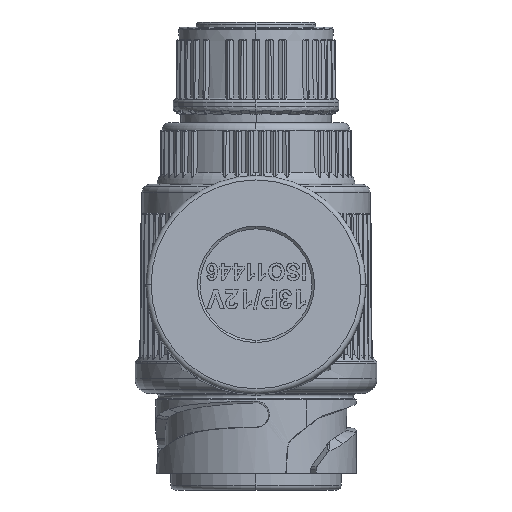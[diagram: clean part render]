
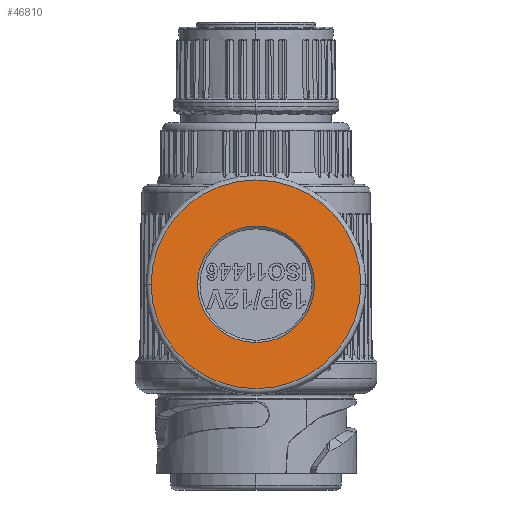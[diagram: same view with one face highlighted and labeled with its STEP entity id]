
A CAD part, left-side view. The second image highlights one B-rep face of the part: STEP entity #46810.
In plain terms, the highlighted planar face has unit normal (-0.995, 0, 0.104).
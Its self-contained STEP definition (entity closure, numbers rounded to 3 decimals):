
#16091=CARTESIAN_POINT('',(-161.791,0.,
-82.861));
#16092=DIRECTION('',(-0.995,0.,0.105));
#16093=DIRECTION('',(0.,-1.,0.));
#16094=AXIS2_PLACEMENT_3D('',#16091,#16092,#16093);
#16096=CARTESIAN_POINT('',(-161.791,0.,
-82.861));
#16097=DIRECTION('',(-0.995,0.,0.105));
#16098=DIRECTION('',(0.,1.,0.));
#16099=AXIS2_PLACEMENT_3D('',#16096,#16097,#16098);
#16101=CARTESIAN_POINT('',(-161.791,0.,
-82.861));
#16102=DIRECTION('',(0.995,0.,-0.105));
#16103=DIRECTION('',(-0.105,0.,-0.995));
#16104=AXIS2_PLACEMENT_3D('',#16101,#16102,#16103);
#16106=CARTESIAN_POINT('',(-161.791,0.,
-82.861));
#16107=DIRECTION('',(0.995,0.,-0.105));
#16108=DIRECTION('',(0.105,0.,0.995));
#16109=AXIS2_PLACEMENT_3D('',#16106,#16107,#16108);
#26442=CARTESIAN_POINT('',(-161.791,21.533,
-82.861));
#26443=CARTESIAN_POINT('',(-161.791,-21.533,
-82.861));
#26444=VERTEX_POINT('',#26442);
#26445=VERTEX_POINT('',#26443);
#26447=CARTESIAN_POINT('',(-163.046,0.,
-94.795));
#26449=VERTEX_POINT('',#26447);
#26451=CARTESIAN_POINT('',(-160.537,0.,
-70.927));
#26453=VERTEX_POINT('',#26451);
#46795=CARTESIAN_POINT('',(-161.791,0.,
-82.861));
#46796=DIRECTION('',(0.995,0.,-0.105));
#46797=DIRECTION('',(0.,-1.,0.));
#46798=AXIS2_PLACEMENT_3D('',#46795,#46796,#46797);
#46799=PLANE('',#46798);
#46800=ORIENTED_EDGE('',*,*,#46778,.F.);
#46801=ORIENTED_EDGE('',*,*,#46764,.F.);
#46802=EDGE_LOOP('',(#46800,#46801));
#46803=FACE_OUTER_BOUND('',#46802,.F.);
#46805=ORIENTED_EDGE('',*,*,#46804,.F.);
#46807=ORIENTED_EDGE('',*,*,#46806,.F.);
#46808=EDGE_LOOP('',(#46805,#46807));
#46809=FACE_BOUND('',#46808,.F.);
#46810=ADVANCED_FACE('',(#46803,#46809),#46799,.F.);
#16095=CIRCLE('',#16094,21.533);
#16100=CIRCLE('',#16099,21.533);
#16105=CIRCLE('',#16104,12.);
#16110=CIRCLE('',#16109,12.);
#46764=EDGE_CURVE('',#26444,#26445,#16100,.T.);
#46778=EDGE_CURVE('',#26445,#26444,#16095,.T.);
#46804=EDGE_CURVE('',#26449,#26453,#16105,.T.);
#46806=EDGE_CURVE('',#26453,#26449,#16110,.T.);
